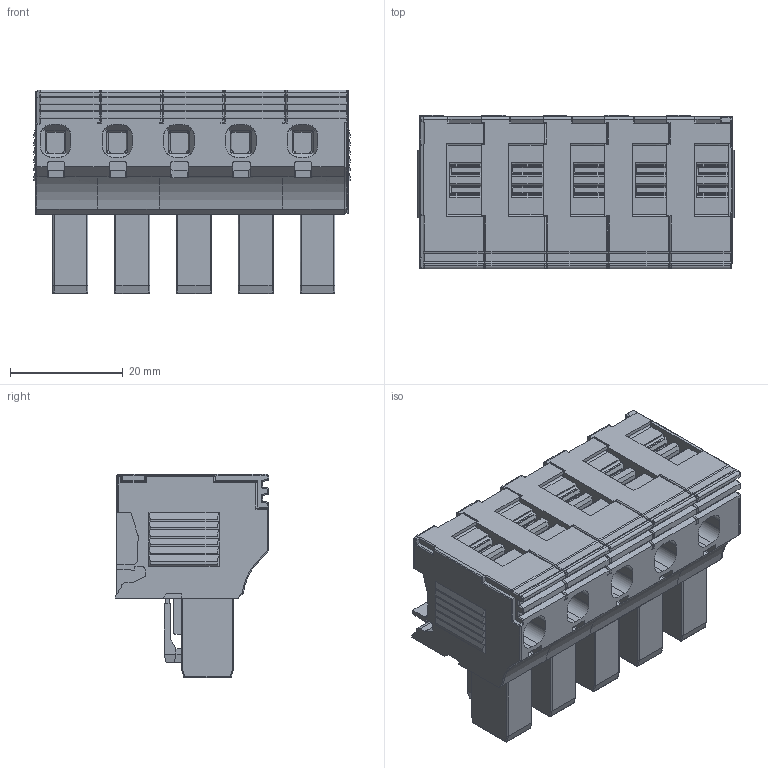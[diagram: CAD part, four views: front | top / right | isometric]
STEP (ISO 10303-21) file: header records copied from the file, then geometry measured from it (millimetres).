
FILE_DESCRIPTION(('CATIA V5 STEP Exchange','CAx-IF Rec.Pracs.--- Model Styling and Organization---1.4--- 2014-01-23'),'2;1');
FILE_NAME ('028121-3_2_1952120000_1952120000.stp','2019-07-03T12:11:15+00:00',('none'),('Weidmueller'),'CATIA Version 5-6 Release 2016 SP3 HF44','CATIA V5 STEP AP214','none');
FILE_SCHEMA(('AUTOMOTIVE_DESIGN { 1 0 10303 214 1 1 1 1 }'));
Products named in the file (1): 1952120000
Bounding box: 56.15 x 27.3 x 36.15 mm (x, y, z)
Volume: 30605.8 mm3; surface area: 13109.1 mm2
Topology: 1 solids, 1 shells, 1574 faces, 4617 edges, 3026 vertices
Faces by surface type: plane 930, cylinder 577, sphere 26, bspline 21, torus 18, cone 2
Entity records: 53588 total; most frequent: CARTESIAN_POINT 12244, ORIENTED_EDGE 9182, DIRECTION 6776, EDGE_CURVE 4591, VECTOR 3394, LINE 3394, VERTEX_POINT 3026, AXIS2_PLACEMENT_3D 2010
